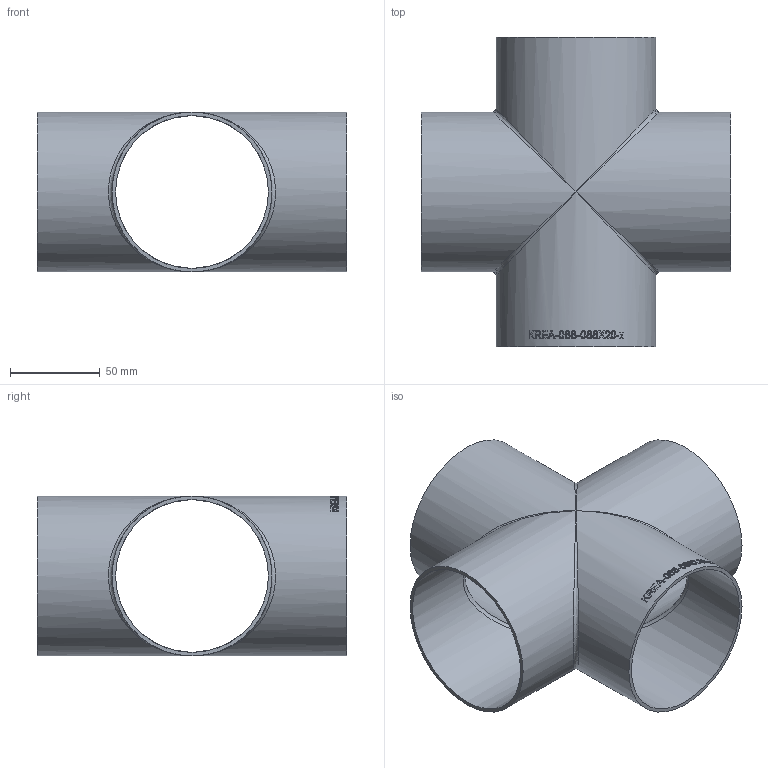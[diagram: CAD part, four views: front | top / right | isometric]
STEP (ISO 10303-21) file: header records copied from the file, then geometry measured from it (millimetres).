
FILE_DESCRIPTION (( 'STEP AP214' ), '1' );
FILE_NAME ('KREA-088-088X20-x Kreuz-Stück 2005.STEP', '2020-05-12T12:49:16', ( '' ), ( '' ), 'SwSTEP 2.0', 'SolidWorks 2019', '' );
FILE_SCHEMA (( 'AUTOMOTIVE_DESIGN' ));
Length unit declared in the file: millimetre
Products named in the file (1): KREA-088-088X20-x Kreuz-Stück 2005
Bounding box: 172 x 172 x 88.9 mm (x, y, z)
Volume: 126958 mm3; surface area: 129049.9 mm2
Topology: 1 solids, 1 shells, 256 faces, 669 edges, 426 vertices
Faces by surface type: bspline 158, plane 60, cylinder 38
Full cylindrical faces by diameter (mm): 84.9 x4, 88.9 x4
Entity records: 32556 total; most frequent: CARTESIAN_POINT 25298, ORIENTED_EDGE 1284, EDGE_CURVE 642, B_SPLINE_CURVE_WITH_KNOTS 470, DIRECTION 436, VERTEX_POINT 424, EDGE_LOOP 298, FACE_OUTER_BOUND 264
